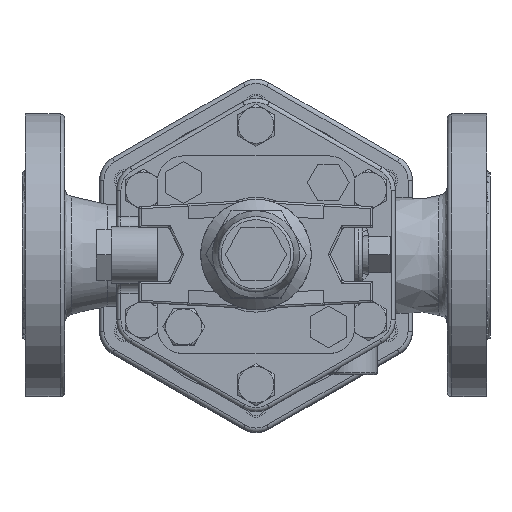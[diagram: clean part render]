
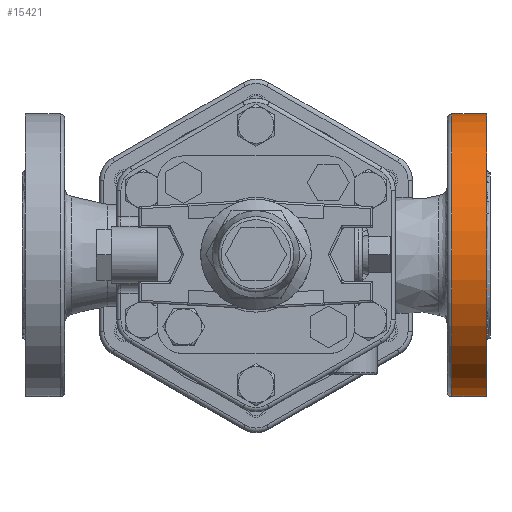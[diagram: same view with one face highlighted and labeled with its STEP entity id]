
A CAD part, top view. The second image highlights one B-rep face of the part: STEP entity #15421.
In plain terms, the highlighted cylindrical face has radius 66.5 mm (diameter 133 mm), a full revolution.
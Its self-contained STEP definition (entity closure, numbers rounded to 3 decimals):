
#474=FACE_BOUND('',#2523,.T.);
#1456=FACE_OUTER_BOUND('',#2522,.T.);
#2522=EDGE_LOOP('',(#10782));
#2523=EDGE_LOOP('',(#10783));
#5440=CIRCLE('',#16483,66.5);
#5446=CIRCLE('',#16491,66.5);
#6756=VERTEX_POINT('',#24024);
#6763=VERTEX_POINT('',#24063);
#8303=EDGE_CURVE('',#6756,#6756,#5440,.T.);
#8310=EDGE_CURVE('',#6763,#6763,#5446,.T.);
#10782=ORIENTED_EDGE('',*,*,#8310,.T.);
#10783=ORIENTED_EDGE('',*,*,#8303,.F.);
#15094=CYLINDRICAL_SURFACE('',#16490,66.5);
#15421=ADVANCED_FACE('',(#1456,#474),#15094,.T.);
#16483=AXIS2_PLACEMENT_3D('',#24025,#18389,#18390);
#16490=AXIS2_PLACEMENT_3D('',#24062,#18403,#18404);
#16491=AXIS2_PLACEMENT_3D('',#24064,#18405,#18406);
#18389=DIRECTION('center_axis',(-1.,0.,0.));
#18390=DIRECTION('ref_axis',(0.,0.,1.));
#18403=DIRECTION('center_axis',(1.,0.,0.));
#18404=DIRECTION('ref_axis',(0.,0.,1.));
#18405=DIRECTION('center_axis',(-1.,0.,0.));
#18406=DIRECTION('ref_axis',(0.,0.,1.));
#24024=CARTESIAN_POINT('',(92.,0.,41.5));
#24025=CARTESIAN_POINT('Origin',(92.,0.,108.));
#24062=CARTESIAN_POINT('Origin',(90.,0.,108.));
#24063=CARTESIAN_POINT('',(108.4,0.,41.5));
#24064=CARTESIAN_POINT('Origin',(108.4,0.,108.));
